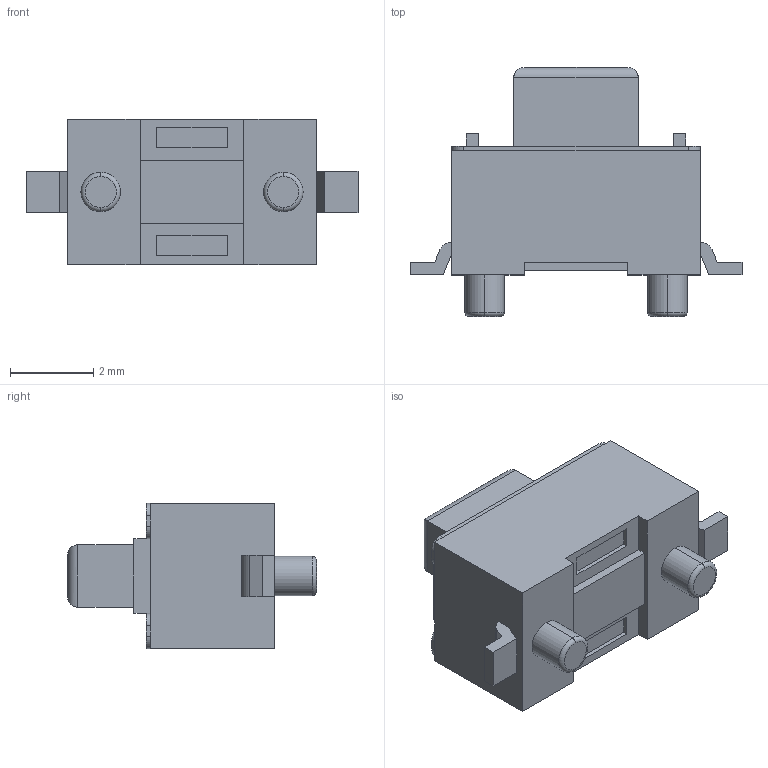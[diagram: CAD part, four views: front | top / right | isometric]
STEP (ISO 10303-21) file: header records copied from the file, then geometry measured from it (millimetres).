
FILE_DESCRIPTION(('FreeCAD Model'),'2;1');
FILE_NAME('tact_sw_smd_small.step','2016-12-09T13:10:59',('Author'),(''), 'Open CASCADE STEP processor 6.8','FreeCAD','Unknown');
FILE_SCHEMA(('AUTOMOTIVE_DESIGN_CC2 { 1 2 10303 214 -1 1 5 4 }'));
Length unit declared in the file: millimetre
Products named in the file (2): ASSEMBLY; tact_sw_smd_small
Assembly tree (1 placements, depth 2):
  ASSEMBLY
    tact_sw_smd_small
Bounding box: 8 x 6 x 3.5 mm (x, y, z)
Volume: 73.8 mm3; surface area: 133.9 mm2
Topology: 1 solids, 1 shells, 96 faces, 235 edges, 148 vertices
Faces by surface type: plane 73, cylinder 19, torus 4
Full cylindrical faces by diameter (mm): 1 x1
Entity records: 8626 total; most frequent: CARTESIAN_POINT 3280, DIRECTION 832, LINE 534, VECTOR 534, ORIENTED_EDGE 470, PCURVE 470, DEFINITIONAL_REPRESENTATION 470, EDGE_CURVE 235
